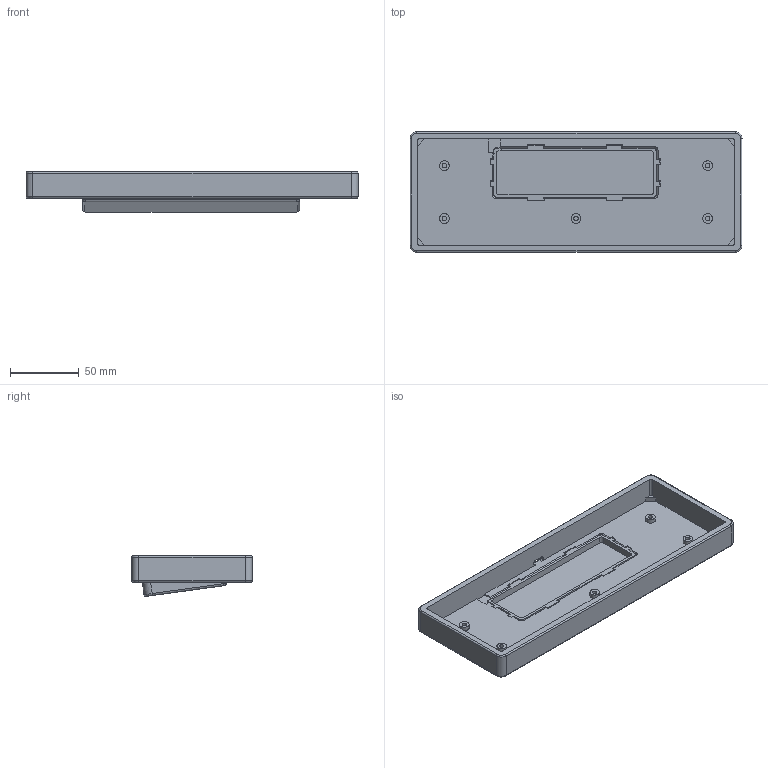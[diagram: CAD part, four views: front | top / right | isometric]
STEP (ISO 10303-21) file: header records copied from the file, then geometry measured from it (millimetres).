
FILE_DESCRIPTION(('HOOPS Exchange Step'),'2;1');
FILE_NAME('temp_export','2025-02-09T12:51:34+08:00',('tcyeee'),('Shapr3D Limited'),'HOOPS Exchange 2024.6','Shapr3D','Authorized');
FILE_SCHEMA( ('AP242_MANAGED_MODEL_BASED_3D_ENGINEERING_MIM_LF {1 0 10303 442 1 1 4 }') );
Length unit declared in the file: millimetre
Products named in the file (3): Omega40_中出_高边 外扩 0.2mm; 定制款; root
Assembly tree (2 placements, depth 3):
  root
    定制款
      Omega40_中出_高边 外扩 0.2mm
Bounding box: 241.1 x 87.6 x 29.58 mm (x, y, z)
Volume: 139697.8 mm3; surface area: 80782 mm2
Topology: 2 solids, 2 shells, 356 faces, 980 edges, 644 vertices
Faces by surface type: plane 271, cylinder 62, torus 18, cone 3, bspline 2
Full cylindrical faces by diameter (mm): 3.2 x5, 7 x5
Entity records: 11494 total; most frequent: CARTESIAN_POINT 2190, ORIENTED_EDGE 1960, DIRECTION 1865, EDGE_CURVE 980, VECTOR 811, LINE 811, VERTEX_POINT 644, AXIS2_PLACEMENT_3D 527
